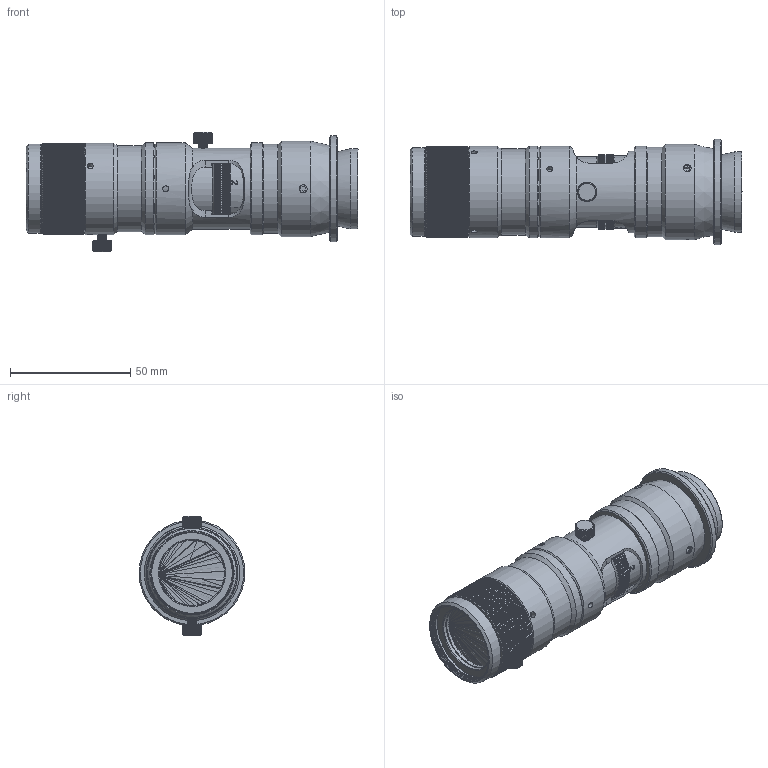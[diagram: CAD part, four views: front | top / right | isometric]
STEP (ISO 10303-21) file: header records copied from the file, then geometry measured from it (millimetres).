
FILE_DESCRIPTION (( 'STEP AP203' ), '1' );
FILE_NAME ('693019.STEP', '2024-07-15T02:14:58', ( 'Windows User' ), ( 'P R C' ), 'SwSTEP 2.0', 'SolidWorks 2020', '' );
FILE_SCHEMA (( 'CONFIG_CONTROL_DESIGN' ));
Products named in the file (1): 693019
Bounding box: 137.93 x 43.94 x 49.59 mm (x, y, z)
Surface area: 54441.4 mm2 (no closed solid volume)
Topology: 0 solids, 39 shells, 1790 faces, 5319 edges, 3607 vertices
Faces by surface type: plane 911, cylinder 482, bspline 232, cone 165
Full cylindrical faces by diameter (mm): 1.7 x2, 2 x5, 2.1 x1, 2.5 x6, 3 x1, 3.048 x2, 3.2 x2, 3.3 x3, 23.4 x1, 26 x1, 26.5 x1, 27 x1, 27.2 x2, 27.4 x1, 28 x2, 28.6 x2, 29.2 x1, 29.3 x1, 29.5 x1, 30 x2, 30.2 x2, 30.5 x1, 32 x1, 32.4 x1, 32.5 x1, 32.62 x1, 32.699 x1, 33 x2, 33.1 x1, 33.3 x1
Entity records: 97660 total; most frequent: CARTESIAN_POINT 55379, ORIENTED_EDGE 10192, DIRECTION 6627, EDGE_CURVE 5114, VERTEX_POINT 3540, B_SPLINE_CURVE_WITH_KNOTS 2595, AXIS2_PLACEMENT_3D 2557, EDGE_LOOP 1977
